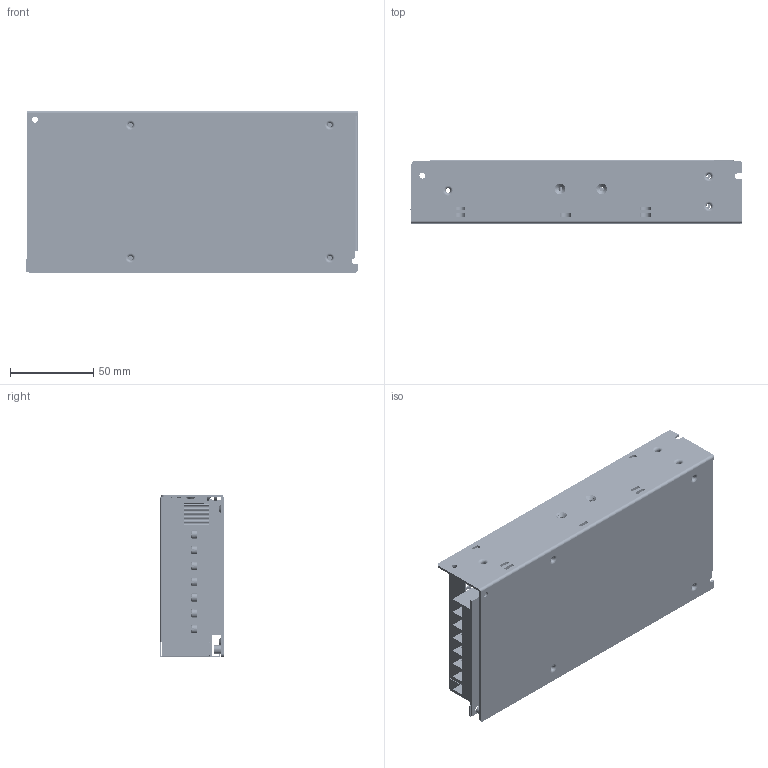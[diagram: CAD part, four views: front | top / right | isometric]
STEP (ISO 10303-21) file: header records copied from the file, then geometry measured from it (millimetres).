
FILE_DESCRIPTION((''),'2;1');
FILE_NAME('RD-125.stp','2019-10-16T10:08:37',('shirley'),(''),'Autodesk Inventor 2010','Autodesk Inventor 2010','');
FILE_SCHEMA(('AUTOMOTIVE_DESIGN { 1 0 10303 214 1 1 1 1 }'));
Length unit declared in the file: millimetre
Products named in the file (7): RD-125; RS-150-CASE-D; CUUU; RS-150-PCB; RS-150-CASE-T; HS2; TN
Assembly tree (6 placements, depth 2):
  RD-125
    RS-150-CASE-D
    CUUU
    RS-150-PCB
    RS-150-CASE-T
    HS2
    TN
Bounding box: 199.9 x 38 x 98 mm (x, y, z)
Volume: 110768 mm3; surface area: 156249 mm2
Topology: 6 solids, 6 shells, 1552 faces, 4662 edges, 3164 vertices
Faces by surface type: cylinder 1082, plane 359, bspline 74, torus 28, cone 9
Full cylindrical faces by diameter (mm): 2.5 x8, 2.6 x4, 2.8 x4, 3.5 x5, 4 x1, 4.5 x682, 5 x9
Entity records: 56345 total; most frequent: CARTESIAN_POINT 12838, DIRECTION 8745, ORIENTED_EDGE 7510, EDGE_CURVE 3755, EDGE_LOOP 3718, AXIS2_PLACEMENT_3D 3598, VERTEX_POINT 2881, FACE_BOUND 2167
